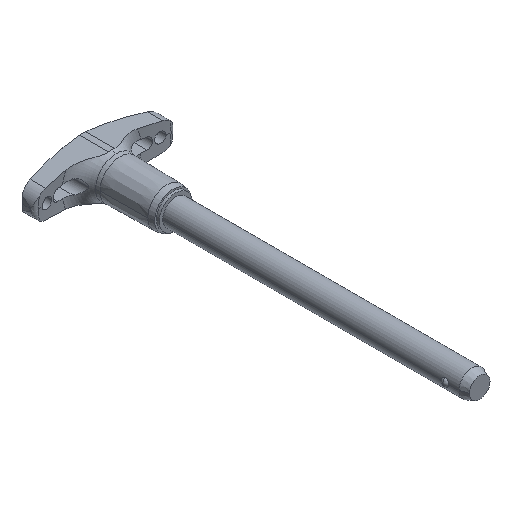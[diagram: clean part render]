
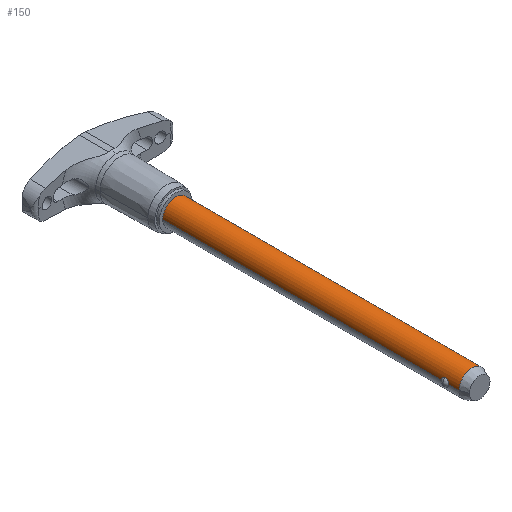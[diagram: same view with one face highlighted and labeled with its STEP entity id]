
A CAD part, isometric view. The second image highlights one B-rep face of the part: STEP entity #150.
In plain terms, the highlighted cylindrical face has radius 4.763 mm (diameter 9.525 mm), a partial arc.
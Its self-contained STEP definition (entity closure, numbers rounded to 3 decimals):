
#150=ADVANCED_FACE('',(#343),#344,.T.);
#343=FACE_OUTER_BOUND('',#578,.T.);
#344=CYLINDRICAL_SURFACE('',#579,4.763);
#578=EDGE_LOOP('',(#989,#990,#991,#992,#993,#994,#995,#996,#997,#998));
#579=AXIS2_PLACEMENT_3D('',#999,#1000,#1001);
#989=ORIENTED_EDGE('',*,*,#1591,.T.);
#990=ORIENTED_EDGE('',*,*,#1592,.T.);
#991=ORIENTED_EDGE('',*,*,#1593,.T.);
#992=ORIENTED_EDGE('',*,*,#1594,.T.);
#993=ORIENTED_EDGE('',*,*,#1595,.F.);
#994=ORIENTED_EDGE('',*,*,#1596,.T.);
#995=ORIENTED_EDGE('',*,*,#1597,.T.);
#996=ORIENTED_EDGE('',*,*,#1598,.T.);
#997=ORIENTED_EDGE('',*,*,#1599,.T.);
#998=ORIENTED_EDGE('',*,*,#1568,.T.);
#999=CARTESIAN_POINT('',(0.0,-55.436,0.0));
#1000=DIRECTION('',(-0.0,1.0,0.0));
#1001=DIRECTION('',(1.0,0.0,0.0));
#1568=EDGE_CURVE('',#1812,#1808,#1935,.T.);
#1591=EDGE_CURVE('',#1808,#1970,#1971,.T.);
#1592=EDGE_CURVE('',#1970,#1972,#1973,.T.);
#1593=EDGE_CURVE('',#1972,#1974,#1975,.T.);
#1594=EDGE_CURVE('',#1974,#1976,#1977,.T.);
#1595=EDGE_CURVE('',#1978,#1976,#1979,.T.);
#1596=EDGE_CURVE('',#1978,#1980,#1981,.T.);
#1597=EDGE_CURVE('',#1980,#1982,#1983,.T.);
#1598=EDGE_CURVE('',#1982,#1984,#1985,.T.);
#1599=EDGE_CURVE('',#1984,#1812,#1986,.T.);
#1808=VERTEX_POINT('',#2417);
#1812=VERTEX_POINT('',#2422);
#1935=CIRCLE('',#2952,4.763);
#1970=VERTEX_POINT('',#3139);
#1971=LINE('',#3140,#3141);
#1972=VERTEX_POINT('',#3142);
#1973=B_SPLINE_CURVE_WITH_KNOTS('',3,(#3143,#3144,#3145,#3146,#3147,#3148,#3149,#3150,#3151,#3152,#3153,#3154,#3155,#3156),.UNSPECIFIED.,.F.,.F.,(4,2,2,2,2,2,4),(2.083,2.447,2.811,3.028,3.245,3.706,4.167),.UNSPECIFIED.);
#1974=VERTEX_POINT('',#3157);
#1975=B_SPLINE_CURVE_WITH_KNOTS('',3,(#3158,#3159,#3160,#3161,#3162,#3163,#3164,#3165,#3166,#3167,#3168,#3169,#3170,#3171),.UNSPECIFIED.,.F.,.F.,(4,2,2,2,2,2,4),(4.167,4.628,5.089,5.305,5.522,5.886,6.25),.UNSPECIFIED.);
#1976=VERTEX_POINT('',#3172);
#1977=LINE('',#3173,#3174);
#1978=VERTEX_POINT('',#3175);
#1979=CIRCLE('',#3176,4.763);
#1980=VERTEX_POINT('',#3177);
#1981=LINE('',#3178,#3179);
#1982=VERTEX_POINT('',#3180);
#1983=B_SPLINE_CURVE_WITH_KNOTS('',3,(#3181,#3182,#3183,#3184,#3185,#3186,#3187,#3188,#3189,#3190,#3191,#3192,#3193,#3194),.UNSPECIFIED.,.F.,.F.,(4,2,2,2,2,2,4),(6.25,6.614,6.978,7.194,7.411,7.872,8.333),.UNSPECIFIED.);
#1984=VERTEX_POINT('',#3195);
#1985=B_SPLINE_CURVE_WITH_KNOTS('',3,(#3196,#3197,#3198,#3199,#3200,#3201,#3202,#3203,#3204,#3205,#3206,#3207,#3208,#3209),.UNSPECIFIED.,.F.,.F.,(4,2,2,2,2,2,4),(0.0,0.461,0.922,1.139,1.355,1.719,2.083),.UNSPECIFIED.);
#1986=LINE('',#3210,#3211);
#2417=CARTESIAN_POINT('',(4.763,-108.09,0.0));
#2422=CARTESIAN_POINT('',(-4.763,-108.09,0.));
#2952=AXIS2_PLACEMENT_3D('',#4070,#4071,#4072);
#3139=CARTESIAN_POINT('',(4.763,-104.28,0.));
#3140=CARTESIAN_POINT('',(4.763,-55.436,0.));
#3141=VECTOR('',#4086,1.0);
#3142=CARTESIAN_POINT('',(4.543,-102.94,1.429));
#3143=CARTESIAN_POINT('',(4.763,-104.28,0.));
#3144=CARTESIAN_POINT('',(4.763,-104.28,0.121));
#3145=CARTESIAN_POINT('',(4.757,-104.265,0.253));
#3146=CARTESIAN_POINT('',(4.737,-104.2,0.507));
#3147=CARTESIAN_POINT('',(4.722,-104.151,0.629));
#3148=CARTESIAN_POINT('',(4.696,-104.058,0.797));
#3149=CARTESIAN_POINT('',(4.684,-104.015,0.863));
#3150=CARTESIAN_POINT('',(4.66,-103.919,0.985));
#3151=CARTESIAN_POINT('',(4.647,-103.865,1.042));
#3152=CARTESIAN_POINT('',(4.612,-103.7,1.192));
#3153=CARTESIAN_POINT('',(4.587,-103.56,1.282));
#3154=CARTESIAN_POINT('',(4.552,-103.257,1.4));
#3155=CARTESIAN_POINT('',(4.543,-103.093,1.429));
#3156=CARTESIAN_POINT('',(4.543,-102.94,1.429));
#3157=CARTESIAN_POINT('',(4.763,-101.6,0.));
#3158=CARTESIAN_POINT('',(4.543,-102.94,1.429));
#3159=CARTESIAN_POINT('',(4.543,-102.786,1.429));
#3160=CARTESIAN_POINT('',(4.552,-102.622,1.4));
#3161=CARTESIAN_POINT('',(4.587,-102.319,1.282));
#3162=CARTESIAN_POINT('',(4.612,-102.18,1.192));
#3163=CARTESIAN_POINT('',(4.647,-102.015,1.042));
#3164=CARTESIAN_POINT('',(4.66,-101.961,0.985));
#3165=CARTESIAN_POINT('',(4.684,-101.864,0.863));
#3166=CARTESIAN_POINT('',(4.696,-101.822,0.797));
#3167=CARTESIAN_POINT('',(4.722,-101.729,0.629));
#3168=CARTESIAN_POINT('',(4.737,-101.679,0.507));
#3169=CARTESIAN_POINT('',(4.757,-101.615,0.253));
#3170=CARTESIAN_POINT('',(4.763,-101.6,0.121));
#3171=CARTESIAN_POINT('',(4.763,-101.6,0.));
#3172=CARTESIAN_POINT('',(4.763,0.0,0.0));
#3173=CARTESIAN_POINT('',(4.763,-55.436,0.));
#3174=VECTOR('',#4087,1.0);
#3175=CARTESIAN_POINT('',(-4.763,0.0,0.));
#3176=AXIS2_PLACEMENT_3D('',#4088,#4089,#4090);
#3177=CARTESIAN_POINT('',(-4.763,-101.6,0.));
#3178=CARTESIAN_POINT('',(-4.763,-55.436,0.));
#3179=VECTOR('',#4091,1.0);
#3180=CARTESIAN_POINT('',(-4.543,-102.94,1.429));
#3181=CARTESIAN_POINT('',(-4.763,-101.6,0.));
#3182=CARTESIAN_POINT('',(-4.763,-101.6,0.121));
#3183=CARTESIAN_POINT('',(-4.757,-101.615,0.253));
#3184=CARTESIAN_POINT('',(-4.737,-101.679,0.507));
#3185=CARTESIAN_POINT('',(-4.722,-101.729,0.629));
#3186=CARTESIAN_POINT('',(-4.696,-101.822,0.797));
#3187=CARTESIAN_POINT('',(-4.684,-101.864,0.863));
#3188=CARTESIAN_POINT('',(-4.66,-101.961,0.985));
#3189=CARTESIAN_POINT('',(-4.647,-102.015,1.042));
#3190=CARTESIAN_POINT('',(-4.612,-102.18,1.192));
#3191=CARTESIAN_POINT('',(-4.587,-102.319,1.282));
#3192=CARTESIAN_POINT('',(-4.552,-102.622,1.4));
#3193=CARTESIAN_POINT('',(-4.543,-102.786,1.429));
#3194=CARTESIAN_POINT('',(-4.543,-102.94,1.429));
#3195=CARTESIAN_POINT('',(-4.763,-104.28,0.));
#3196=CARTESIAN_POINT('',(-4.543,-102.94,1.429));
#3197=CARTESIAN_POINT('',(-4.543,-103.093,1.429));
#3198=CARTESIAN_POINT('',(-4.552,-103.257,1.4));
#3199=CARTESIAN_POINT('',(-4.587,-103.56,1.282));
#3200=CARTESIAN_POINT('',(-4.612,-103.7,1.192));
#3201=CARTESIAN_POINT('',(-4.647,-103.865,1.042));
#3202=CARTESIAN_POINT('',(-4.66,-103.919,0.985));
#3203=CARTESIAN_POINT('',(-4.684,-104.015,0.863));
#3204=CARTESIAN_POINT('',(-4.696,-104.058,0.797));
#3205=CARTESIAN_POINT('',(-4.722,-104.151,0.629));
#3206=CARTESIAN_POINT('',(-4.737,-104.2,0.507));
#3207=CARTESIAN_POINT('',(-4.757,-104.265,0.253));
#3208=CARTESIAN_POINT('',(-4.763,-104.28,0.121));
#3209=CARTESIAN_POINT('',(-4.763,-104.28,0.));
#3210=CARTESIAN_POINT('',(-4.763,-55.436,0.));
#3211=VECTOR('',#4092,1.0);
#4070=CARTESIAN_POINT('',(0.0,-108.09,0.0));
#4071=DIRECTION('',(0.,1.0,0.0));
#4072=DIRECTION('',(1.0,0.,0.0));
#4086=DIRECTION('',(0.0,1.0,0.0));
#4087=DIRECTION('',(0.0,1.0,0.0));
#4088=CARTESIAN_POINT('',(0.0,0.0,0.0));
#4089=DIRECTION('',(-0.0,1.0,0.0));
#4090=DIRECTION('',(1.0,0.0,0.0));
#4091=DIRECTION('',(-0.0,-1.0,-0.0));
#4092=DIRECTION('',(-0.0,-1.0,-0.0));
